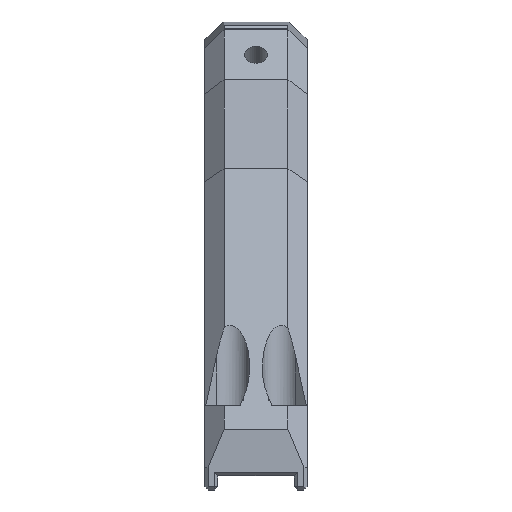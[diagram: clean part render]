
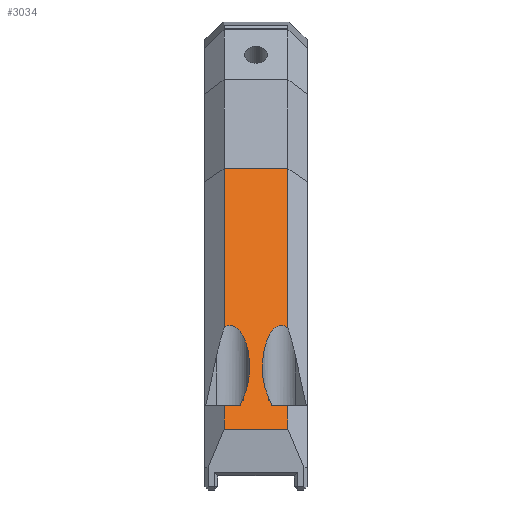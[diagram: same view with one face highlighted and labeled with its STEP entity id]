
A CAD part, left-side view. The second image highlights one B-rep face of the part: STEP entity #3034.
In plain terms, the highlighted planar face has unit normal (-0.908, 0, 0.419).
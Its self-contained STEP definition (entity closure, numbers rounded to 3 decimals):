
#16=ELLIPSE('',#3224,7.155,3.);
#17=ELLIPSE('',#3229,7.155,3.);
#221=FACE_OUTER_BOUND('',#407,.T.);
#407=EDGE_LOOP('',(#2517,#2518,#2519,#2520,#2521,#2522,#2523,#2524,#2525,
#2526,#2527,#2528));
#568=LINE('',#4269,#958);
#668=LINE('',#4463,#1058);
#671=LINE('',#4470,#1061);
#783=LINE('',#4708,#1173);
#786=LINE('',#4715,#1176);
#790=LINE('',#4723,#1180);
#797=LINE('',#4741,#1187);
#799=LINE('',#4746,#1189);
#800=LINE('',#4748,#1190);
#801=LINE('',#4750,#1191);
#958=VECTOR('',#3456,10.);
#1058=VECTOR('',#3630,10.);
#1061=VECTOR('',#3635,10.);
#1173=VECTOR('',#3833,10.);
#1176=VECTOR('',#3838,10.);
#1180=VECTOR('',#3846,10.);
#1187=VECTOR('',#3865,10.);
#1189=VECTOR('',#3871,10.);
#1190=VECTOR('',#3872,10.);
#1191=VECTOR('',#3873,10.);
#1326=VERTEX_POINT('',#4266);
#1327=VERTEX_POINT('',#4268);
#1383=VERTEX_POINT('',#4460);
#1384=VERTEX_POINT('',#4462);
#1387=VERTEX_POINT('',#4468);
#1469=VERTEX_POINT('',#4703);
#1470=VERTEX_POINT('',#4707);
#1473=VERTEX_POINT('',#4713);
#1479=VERTEX_POINT('',#4734);
#1480=VERTEX_POINT('',#4740);
#1482=VERTEX_POINT('',#4747);
#1483=VERTEX_POINT('',#4749);
#1612=EDGE_CURVE('',#1326,#1327,#568,.T.);
#1712=EDGE_CURVE('',#1383,#1384,#668,.T.);
#1716=EDGE_CURVE('',#1387,#1326,#671,.T.);
#1836=EDGE_CURVE('',#1327,#1470,#783,.T.);
#1840=EDGE_CURVE('',#1473,#1469,#786,.T.);
#1844=EDGE_CURVE('',#1383,#1469,#790,.T.);
#1851=EDGE_CURVE('',#1473,#1479,#16,.T.);
#1853=EDGE_CURVE('',#1480,#1470,#797,.T.);
#1856=EDGE_CURVE('',#1479,#1480,#799,.T.);
#1857=EDGE_CURVE('',#1387,#1482,#800,.T.);
#1858=EDGE_CURVE('',#1482,#1483,#801,.T.);
#1859=EDGE_CURVE('',#1483,#1384,#17,.T.);
#2517=ORIENTED_EDGE('',*,*,#1840,.F.);
#2518=ORIENTED_EDGE('',*,*,#1851,.T.);
#2519=ORIENTED_EDGE('',*,*,#1856,.T.);
#2520=ORIENTED_EDGE('',*,*,#1853,.T.);
#2521=ORIENTED_EDGE('',*,*,#1836,.F.);
#2522=ORIENTED_EDGE('',*,*,#1612,.F.);
#2523=ORIENTED_EDGE('',*,*,#1716,.F.);
#2524=ORIENTED_EDGE('',*,*,#1857,.T.);
#2525=ORIENTED_EDGE('',*,*,#1858,.T.);
#2526=ORIENTED_EDGE('',*,*,#1859,.T.);
#2527=ORIENTED_EDGE('',*,*,#1712,.F.);
#2528=ORIENTED_EDGE('',*,*,#1844,.T.);
#2884=PLANE('',#3228);
#3034=ADVANCED_FACE('',(#221),#2884,.T.);
#3224=AXIS2_PLACEMENT_3D('',#4736,#3858,#3859);
#3228=AXIS2_PLACEMENT_3D('',#4745,#3869,#3870);
#3229=AXIS2_PLACEMENT_3D('',#4751,#3874,#3875);
#3456=DIRECTION('',(0.,1.,0.));
#3630=DIRECTION('',(-0.419,0.,-0.908));
#3635=DIRECTION('',(-0.419,0.,-0.908));
#3833=DIRECTION('',(0.419,0.,0.908));
#3838=DIRECTION('',(0.419,0.,0.908));
#3846=DIRECTION('',(0.,1.,0.));
#3858=DIRECTION('center_axis',(0.908,0.,
-0.419));
#3859=DIRECTION('ref_axis',(0.419,0.,0.908));
#3865=DIRECTION('',(0.,1.,0.));
#3869=DIRECTION('center_axis',(-0.908,0.,
0.419));
#3870=DIRECTION('ref_axis',(-0.419,0.,-0.908));
#3871=DIRECTION('',(-0.387,0.387,-0.837));
#3872=DIRECTION('',(0.,1.,0.));
#3873=DIRECTION('',(0.387,0.387,0.837));
#3874=DIRECTION('center_axis',(0.908,0.,
-0.419));
#3875=DIRECTION('ref_axis',(0.419,0.,0.908));
#4266=CARTESIAN_POINT('',(-3.168,-0.5,-51.459));
#4268=CARTESIAN_POINT('',(-3.168,9.5,-51.459));
#4269=CARTESIAN_POINT('',(-3.168,9.,-51.459));
#4460=CARTESIAN_POINT('',(15.651,-0.5,-10.71));
#4462=CARTESIAN_POINT('',(4.161,-0.5,-35.59));
#4463=CARTESIAN_POINT('',(17.975,-0.5,-5.676));
#4468=CARTESIAN_POINT('',(-1.449,-0.5,-47.736));
#4470=CARTESIAN_POINT('',(16.813,-0.5,-8.193));
#4703=CARTESIAN_POINT('',(15.651,9.5,-10.71));
#4707=CARTESIAN_POINT('',(-1.449,9.5,-47.736));
#4708=CARTESIAN_POINT('',(14.43,9.5,-13.352));
#4713=CARTESIAN_POINT('',(4.161,9.5,-35.59));
#4715=CARTESIAN_POINT('',(13.21,9.5,-15.995));
#4723=CARTESIAN_POINT('',(15.651,0.,-10.71));
#4734=CARTESIAN_POINT('',(-0.789,6.379,-46.308));
#4736=CARTESIAN_POINT('Origin',(1.332,8.5,-41.715));
#4740=CARTESIAN_POINT('',(-1.449,7.038,-47.736));
#4741=CARTESIAN_POINT('',(-1.449,4.5,-47.736));
#4745=CARTESIAN_POINT('Origin',(15.651,0.,-10.71));
#4746=CARTESIAN_POINT('',(6.092,-0.502,-31.408));
#4747=CARTESIAN_POINT('',(-1.449,1.962,-47.736));
#4748=CARTESIAN_POINT('',(-1.449,0.,-47.736));
#4749=CARTESIAN_POINT('',(-0.789,2.621,-46.308));
#4750=CARTESIAN_POINT('',(5.775,9.185,-32.095));
#4751=CARTESIAN_POINT('Origin',(1.332,0.5,-41.715));
